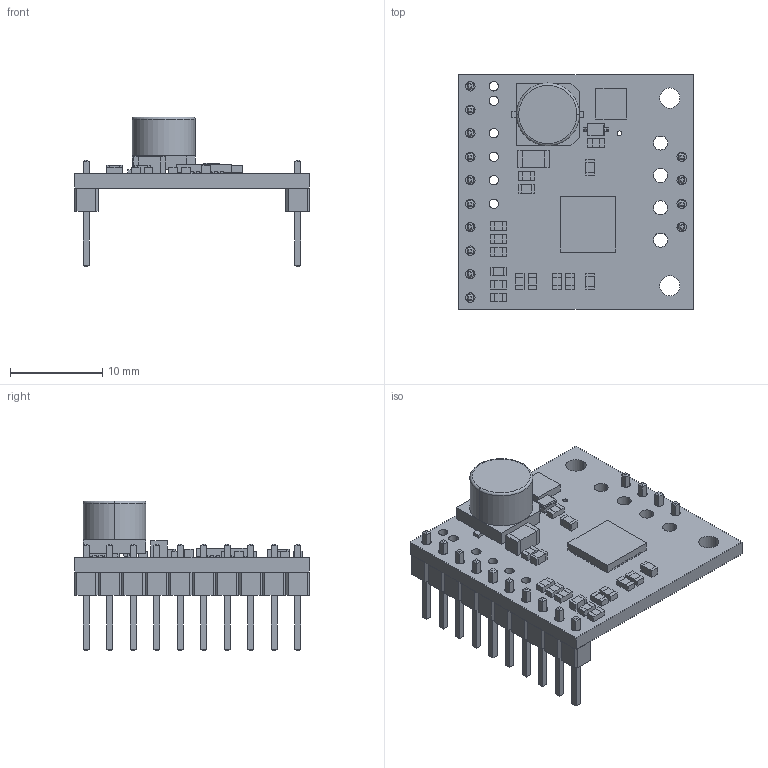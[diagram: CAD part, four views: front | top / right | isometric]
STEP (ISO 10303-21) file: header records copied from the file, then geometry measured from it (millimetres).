
FILE_DESCRIPTION(('FreeCAD Model'),'2;1');
FILE_NAME('Open CASCADE Shape Model','2025-12-24T18:15:39',('Author'),( ''),'Open CASCADE STEP processor 7.8','FreeCAD','Unknown');
FILE_SCHEMA(('AUTOMOTIVE_DESIGN { 1 0 10303 214 1 1 1 1 }'));
Length unit declared in the file: millimetre
Products named in the file (4): Unnamed1; Barra10Pinos; tb9051ftg_single_brushed_dc_motor_driver_carrier; Slice.1
Assembly tree (3 placements, depth 2):
  Unnamed1
    Barra10Pinos
    tb9051ftg_single_brushed_dc_motor_driver_carrier
    Slice.1
Bounding box: 25.4 x 25.4 x 16.21 mm (x, y, z)
Volume: 1539.3 mm3; surface area: 2671.6 mm2
Topology: 3 solids, 3 shells, 1228 faces, 3338 edges, 2168 vertices
Faces by surface type: plane 956, bspline 169, cylinder 101, torus 2
Entity records: 49634 total; most frequent: CARTESIAN_POINT 13921, ORIENTED_EDGE 6676, DIRECTION 5304, EDGE_CURVE 3338, LINE 2762, VECTOR 2762, VERTEX_POINT 2168, FACE_BOUND 1400
